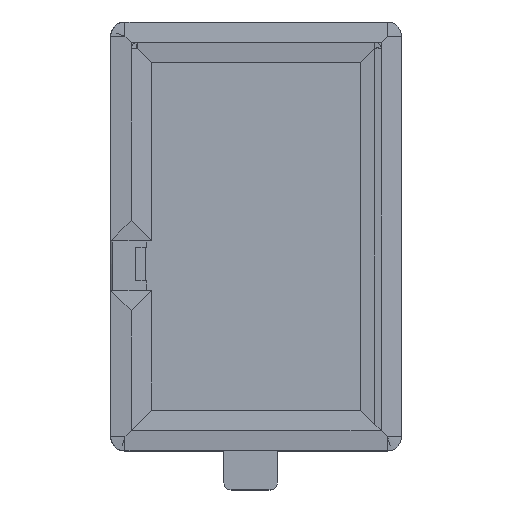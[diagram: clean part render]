
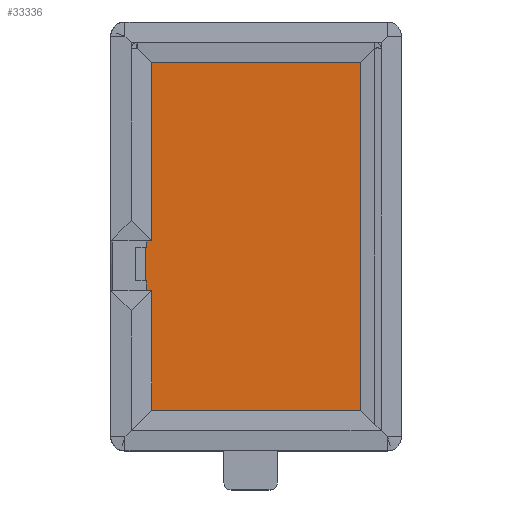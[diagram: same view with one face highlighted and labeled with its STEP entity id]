
A CAD part, top view. The second image highlights one B-rep face of the part: STEP entity #33336.
In plain terms, the highlighted planar face has unit normal (0, 0, 1).
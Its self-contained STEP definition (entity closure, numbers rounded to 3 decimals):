
#1667=PLANE('',#35202);
#3391=FACE_OUTER_BOUND('',#5117,.T.);
#5117=EDGE_LOOP('',(#31644,#31645,#31646,#31647));
#9834=LINE('',#52726,#14363);
#9837=LINE('',#52732,#14366);
#9840=LINE('',#52738,#14369);
#9843=LINE('',#52742,#14372);
#14363=VECTOR('',#43292,10.);
#14366=VECTOR('',#43297,10.);
#14369=VECTOR('',#43302,10.);
#14372=VECTOR('',#43307,10.);
#17469=VERTEX_POINT('',#52723);
#17470=VERTEX_POINT('',#52725);
#17472=VERTEX_POINT('',#52731);
#17474=VERTEX_POINT('',#52737);
#22194=EDGE_CURVE('',#17470,#17469,#9834,.T.);
#22197=EDGE_CURVE('',#17472,#17470,#9837,.T.);
#22200=EDGE_CURVE('',#17474,#17472,#9840,.T.);
#22203=EDGE_CURVE('',#17469,#17474,#9843,.T.);
#31644=ORIENTED_EDGE('',*,*,#22203,.T.);
#31645=ORIENTED_EDGE('',*,*,#22200,.T.);
#31646=ORIENTED_EDGE('',*,*,#22197,.T.);
#31647=ORIENTED_EDGE('',*,*,#22194,.T.);
#33336=ADVANCED_FACE('',(#3391),#1667,.T.);
#35202=AXIS2_PLACEMENT_3D('',#52743,#43308,#43309);
#43292=DIRECTION('',(0.,1.,0.));
#43297=DIRECTION('',(1.,0.,0.));
#43302=DIRECTION('',(0.,-1.,0.));
#43307=DIRECTION('',(-1.,0.,0.));
#43308=DIRECTION('center_axis',(0.,0.,1.));
#43309=DIRECTION('ref_axis',(1.,0.,0.));
#52723=CARTESIAN_POINT('',(10.,80.,6.3));
#52725=CARTESIAN_POINT('',(10.,-20.,6.3));
#52726=CARTESIAN_POINT('',(10.,80.,6.3));
#52731=CARTESIAN_POINT('',(-52.,-20.,6.3));
#52732=CARTESIAN_POINT('',(10.,-20.,6.3));
#52737=CARTESIAN_POINT('',(-52.,80.,6.3));
#52738=CARTESIAN_POINT('',(-52.,-20.,6.3));
#52742=CARTESIAN_POINT('',(-52.,80.,6.3));
#52743=CARTESIAN_POINT('Origin',(-21.,30.,6.3));
